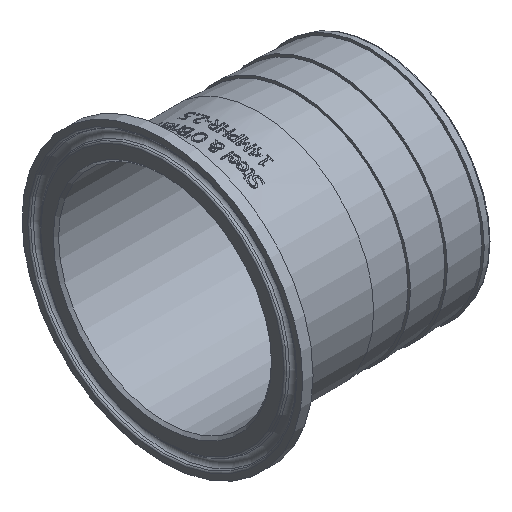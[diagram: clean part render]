
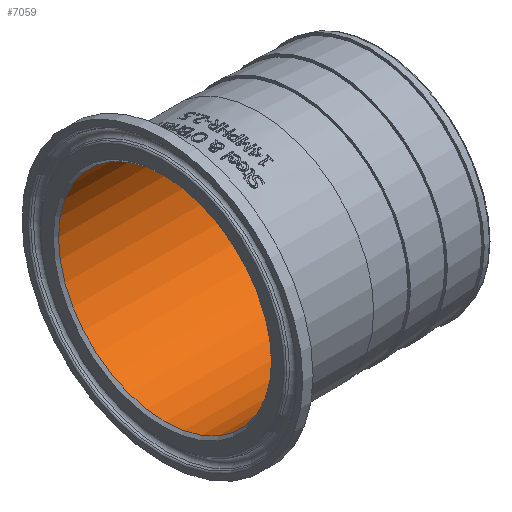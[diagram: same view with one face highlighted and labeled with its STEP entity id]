
A CAD part, isometric view. The second image highlights one B-rep face of the part: STEP entity #7059.
In plain terms, the highlighted cylindrical face has radius 29.362 mm (diameter 58.725 mm), a full revolution.
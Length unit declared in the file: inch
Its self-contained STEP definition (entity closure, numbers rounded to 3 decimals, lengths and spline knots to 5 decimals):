
#796=FACE_OUTER_BOUND('',#1218,.T.);
#1218=EDGE_LOOP('',(#6502,#6503,#6504,#6505,#6506,#6507,#6508));
#1413=CIRCLE('',#7502,1.156);
#1414=CIRCLE('',#7503,1.156);
#1418=CIRCLE('',#7507,1.156);
#1421=CIRCLE('',#7512,1.156);
#1422=CIRCLE('',#7513,1.156);
#1943=LINE('',#15560,#2428);
#2428=VECTOR('',#8880,1.156);
#3417=VERTEX_POINT('',#15542);
#3418=VERTEX_POINT('',#15543);
#3419=VERTEX_POINT('',#15545);
#3424=VERTEX_POINT('',#15559);
#3425=VERTEX_POINT('',#15561);
#4456=EDGE_CURVE('',#3417,#3418,#1413,.T.);
#4457=EDGE_CURVE('',#3418,#3419,#1414,.T.);
#4461=EDGE_CURVE('',#3419,#3417,#1418,.T.);
#4464=EDGE_CURVE('',#3418,#3424,#1943,.T.);
#4465=EDGE_CURVE('',#3425,#3424,#1421,.T.);
#4466=EDGE_CURVE('',#3424,#3425,#1422,.T.);
#6502=ORIENTED_EDGE('',*,*,#4456,.F.);
#6503=ORIENTED_EDGE('',*,*,#4461,.F.);
#6504=ORIENTED_EDGE('',*,*,#4457,.F.);
#6505=ORIENTED_EDGE('',*,*,#4464,.T.);
#6506=ORIENTED_EDGE('',*,*,#4465,.F.);
#6507=ORIENTED_EDGE('',*,*,#4466,.F.);
#6508=ORIENTED_EDGE('',*,*,#4464,.F.);
#6666=CYLINDRICAL_SURFACE('',#7511,1.156);
#7059=ADVANCED_FACE('',(#796),#6666,.F.);
#7502=AXIS2_PLACEMENT_3D('',#15544,#8860,#8861);
#7503=AXIS2_PLACEMENT_3D('',#15546,#8862,#8863);
#7507=AXIS2_PLACEMENT_3D('',#15552,#8870,#8871);
#7511=AXIS2_PLACEMENT_3D('',#15558,#8878,#8879);
#7512=AXIS2_PLACEMENT_3D('',#15562,#8881,#8882);
#7513=AXIS2_PLACEMENT_3D('',#15563,#8883,#8884);
#8860=DIRECTION('center_axis',(-1.,0.,0.));
#8861=DIRECTION('ref_axis',(0.,-1.,0.));
#8862=DIRECTION('center_axis',(-1.,0.,0.));
#8863=DIRECTION('ref_axis',(0.,-1.,0.));
#8870=DIRECTION('center_axis',(-1.,0.,0.));
#8871=DIRECTION('ref_axis',(0.,-1.,0.));
#8878=DIRECTION('center_axis',(1.,0.,0.));
#8879=DIRECTION('ref_axis',(0.,1.,0.));
#8880=DIRECTION('',(-1.,0.,0.));
#8881=DIRECTION('center_axis',(1.,0.,0.));
#8882=DIRECTION('ref_axis',(0.,1.,0.));
#8883=DIRECTION('center_axis',(1.,0.,0.));
#8884=DIRECTION('ref_axis',(0.,1.,0.));
#15542=CARTESIAN_POINT('',(2.313,1.156,0.));
#15543=CARTESIAN_POINT('',(2.313,-1.156,0.));
#15544=CARTESIAN_POINT('Origin',(2.313,0.,0.));
#15545=CARTESIAN_POINT('',(2.313,0.,1.156));
#15546=CARTESIAN_POINT('Origin',(2.313,0.,0.));
#15552=CARTESIAN_POINT('Origin',(2.313,0.,0.));
#15558=CARTESIAN_POINT('Origin',(1.186,0.,0.));
#15559=CARTESIAN_POINT('',(0.029,-1.156,0.));
#15560=CARTESIAN_POINT('',(1.186,-1.156,0.));
#15561=CARTESIAN_POINT('',(0.029,1.156,0.));
#15562=CARTESIAN_POINT('Origin',(0.029,0.,0.));
#15563=CARTESIAN_POINT('Origin',(0.029,0.,0.));
